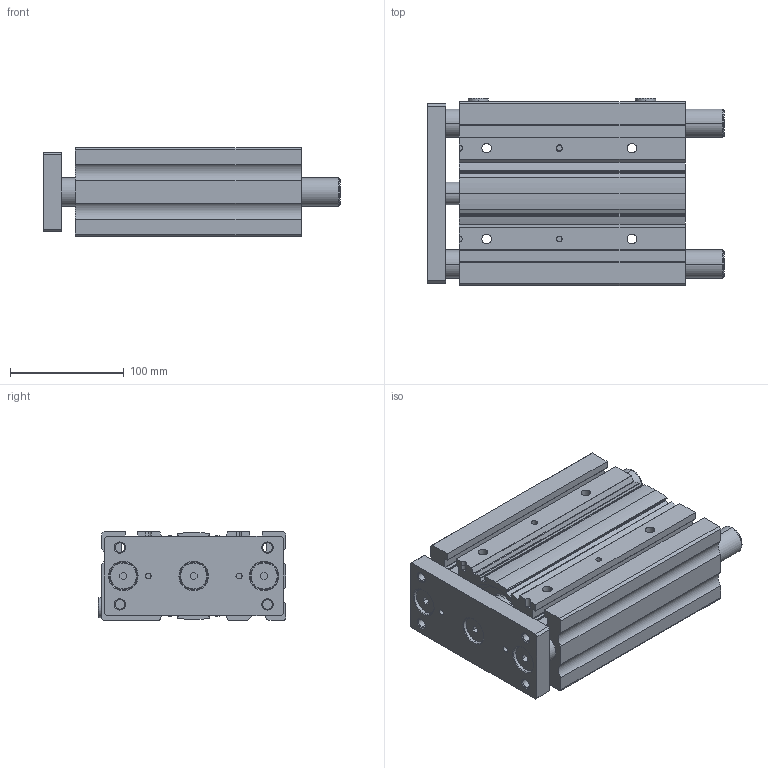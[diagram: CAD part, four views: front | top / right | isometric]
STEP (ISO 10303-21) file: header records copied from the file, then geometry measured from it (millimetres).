
FILE_DESCRIPTION (( 'STEP AP203' ), '1' );
FILE_NAME ('W143063A150N.step', '2025-05-29T12:59:42', ( '' ), ( '' ), 'SwSTEP 2.0', 'SolidWorks 2024', '' );
FILE_SCHEMA (( 'CONFIG_CONTROL_DESIGN' ));
Length unit declared in the file: inch
Products named in the file (3): W143063A150N; W143063A150N_BODY; W143063A150N_ROD
Assembly tree (2 placements, depth 2):
  W143063A150N
    W143063A150N_BODY
    W143063A150N_ROD
Bounding box: 261.5 x 165 x 78 mm (x, y, z)
Volume: 1996822.4 mm3; surface area: 345386.5 mm2
Topology: 6 solids, 6 shells, 465 faces, 1172 edges, 758 vertices
Faces by surface type: cylinder 222, plane 187, cone 48, torus 8
Entity records: 14433 total; most frequent: DIRECTION 2620, CARTESIAN_POINT 2418, ORIENTED_EDGE 2344, EDGE_CURVE 1172, AXIS2_PLACEMENT_3D 980, VERTEX_POINT 758, LINE 660, VECTOR 660
